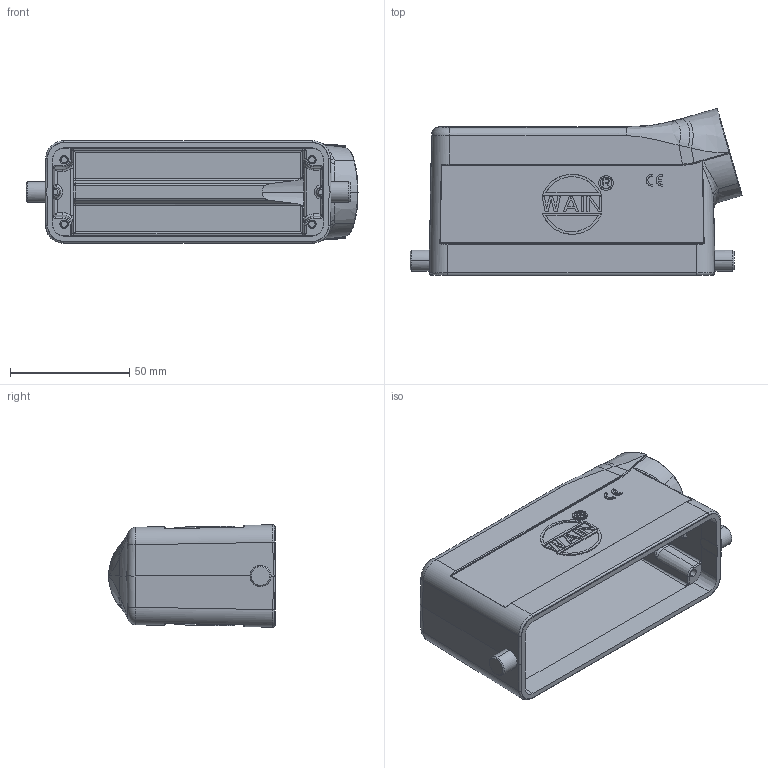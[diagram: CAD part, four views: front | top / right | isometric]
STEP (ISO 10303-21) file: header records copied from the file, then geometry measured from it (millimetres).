
FILE_DESCRIPTION(/* description */ (''),/* implementation_level */ '2;1');
FILE_NAME(/* name */ '3D_1240245151004_HV24B-SE-2B-M32_V1.1.stp',/* time_stamp */ '2024-01-17T15:18:04+08:00',/* author */ (''),/* organization */ (''),/* preprocessor_version */ 'ST-DEVELOPER v18.1',/* originating_system */ 'SIEMENS PLM Software NX 1980',/* authorisation */ '');
FILE_SCHEMA (('AUTOMOTIVE_DESIGN { 1 0 10303 214 3 1 1 1 }'));
Length unit declared in the file: millimetre
Products named in the file (1): 14593C30272Bdyrn
Bounding box: 139.32 x 69.97 x 42.97 mm (x, y, z)
Volume: 77936.8 mm3; surface area: 48279.6 mm2
Topology: 3 solids, 3 shells, 539 faces, 1310 edges, 805 vertices
Faces by surface type: plane 262, cylinder 127, torus 55, bspline 41, cone 35, sphere 11, extrusion 8
Entity records: 20399 total; most frequent: CARTESIAN_POINT 8822, ORIENTED_EDGE 2606, DIRECTION 1988, EDGE_CURVE 1303, VERTEX_POINT 805, AXIS2_PLACEMENT_3D 668, VECTOR 652, LINE 644
